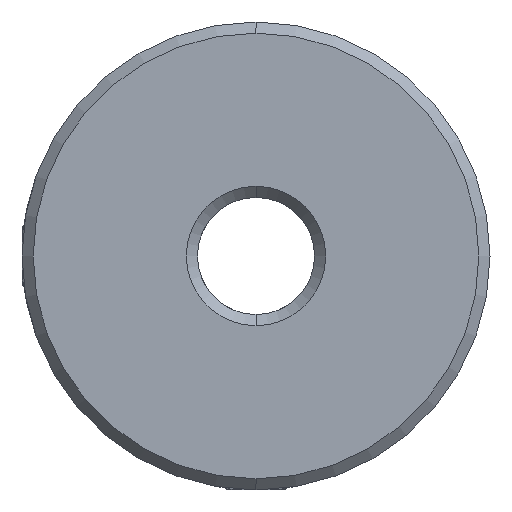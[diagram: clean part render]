
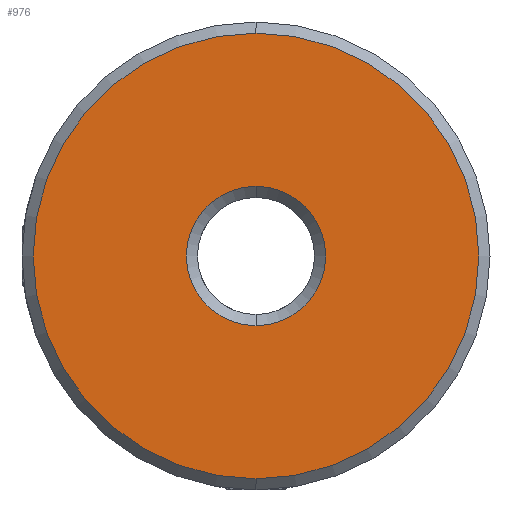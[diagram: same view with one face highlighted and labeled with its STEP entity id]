
A CAD part, left-side view. The second image highlights one B-rep face of the part: STEP entity #976.
In plain terms, the highlighted planar face has unit normal (-1, 0, 0).
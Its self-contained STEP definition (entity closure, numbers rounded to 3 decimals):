
#65 = EDGE_CURVE ( 'NONE', #274, #273, #1714, .T. ) ;
#79 = EDGE_CURVE ( 'NONE', #275, #276, #1736, .T. ) ;
#273 = VERTEX_POINT ( 'NONE', #2945 ) ;
#274 = VERTEX_POINT ( 'NONE', #2946 ) ;
#275 = VERTEX_POINT ( 'NONE', #2947 ) ;
#276 = VERTEX_POINT ( 'NONE', #2948 ) ;
#502 = ORIENTED_EDGE ( 'NONE', *, *, #689, .T. ) ;
#503 = ORIENTED_EDGE ( 'NONE', *, *, #79, .T. ) ;
#504 = ORIENTED_EDGE ( 'NONE', *, *, #65, .T. ) ;
#505 = ORIENTED_EDGE ( 'NONE', *, *, #690, .T. ) ;
#558 = EDGE_LOOP ( 'NONE', ( #504, #505 ) ) ;
#689 = EDGE_CURVE ( 'NONE', #276, #275, #3263, .T. ) ;
#690 = EDGE_CURVE ( 'NONE', #273, #274, #3264, .T. ) ;
#976 = ADVANCED_FACE ( 'NONE', ( #4088, #4091 ), #4427, .F. ) ;
#1714 = CIRCLE ( 'NONE', #1948, 2.381 ) ;
#1736 = CIRCLE ( 'NONE', #1955, 7.619 ) ;
#1948 = AXIS2_PLACEMENT_3D ( 'NONE', #2308, #2309, #2310 ) ;
#1955 = AXIS2_PLACEMENT_3D ( 'NONE', #2361, #2362, #2363 ) ;
#2046 = AXIS2_PLACEMENT_3D ( 'NONE', #3113, #3131, #3132 ) ;
#2047 = AXIS2_PLACEMENT_3D ( 'NONE', #3128, #3134, #3135 ) ;
#2203 = AXIS2_PLACEMENT_3D ( 'NONE', #4430, #4441, #4442 ) ;
#2308 = CARTESIAN_POINT ( 'NONE',  ( -13.5, 0., 0. ) ) ;
#2309 = DIRECTION ( 'NONE',  ( 1., 0., 0. ) ) ;
#2310 = DIRECTION ( 'NONE',  ( 0., 0., -1. ) ) ;
#2361 = CARTESIAN_POINT ( 'NONE',  ( -13.5, 0., 0. ) ) ;
#2362 = DIRECTION ( 'NONE',  ( -1., 0., 0. ) ) ;
#2363 = DIRECTION ( 'NONE',  ( 0., 0., -1. ) ) ;
#2945 = CARTESIAN_POINT ( 'NONE',  ( -13.5, 0., -2.381 ) ) ;
#2946 = CARTESIAN_POINT ( 'NONE',  ( -13.5, 0., 2.381 ) ) ;
#2947 = CARTESIAN_POINT ( 'NONE',  ( -13.5, 0., 7.619 ) ) ;
#2948 = CARTESIAN_POINT ( 'NONE',  ( -13.5, 0., -7.619 ) ) ;
#3113 = CARTESIAN_POINT ( 'NONE',  ( -13.5, 0., 0. ) ) ;
#3128 = CARTESIAN_POINT ( 'NONE',  ( -13.5, 0., 0. ) ) ;
#3131 = DIRECTION ( 'NONE',  ( -1., 0., 0. ) ) ;
#3132 = DIRECTION ( 'NONE',  ( 0., 0., -1. ) ) ;
#3134 = DIRECTION ( 'NONE',  ( 1., 0., 0. ) ) ;
#3135 = DIRECTION ( 'NONE',  ( 0., 0., -1. ) ) ;
#3263 = CIRCLE ( 'NONE', #2046, 7.619 ) ;
#3264 = CIRCLE ( 'NONE', #2047, 2.381 ) ;
#4088 = FACE_OUTER_BOUND ( 'NONE', #5155, .T. ) ;
#4091 = FACE_BOUND ( 'NONE', #558, .T. ) ;
#4427 = PLANE ( 'NONE',  #2203 ) ;
#4430 = CARTESIAN_POINT ( 'NONE',  ( -13.5, 0., 0. ) ) ;
#4441 = DIRECTION ( 'NONE',  ( 1., 0., 0. ) ) ;
#4442 = DIRECTION ( 'NONE',  ( 0., 0., -1. ) ) ;
#5155 = EDGE_LOOP ( 'NONE', ( #502, #503 ) ) ;
